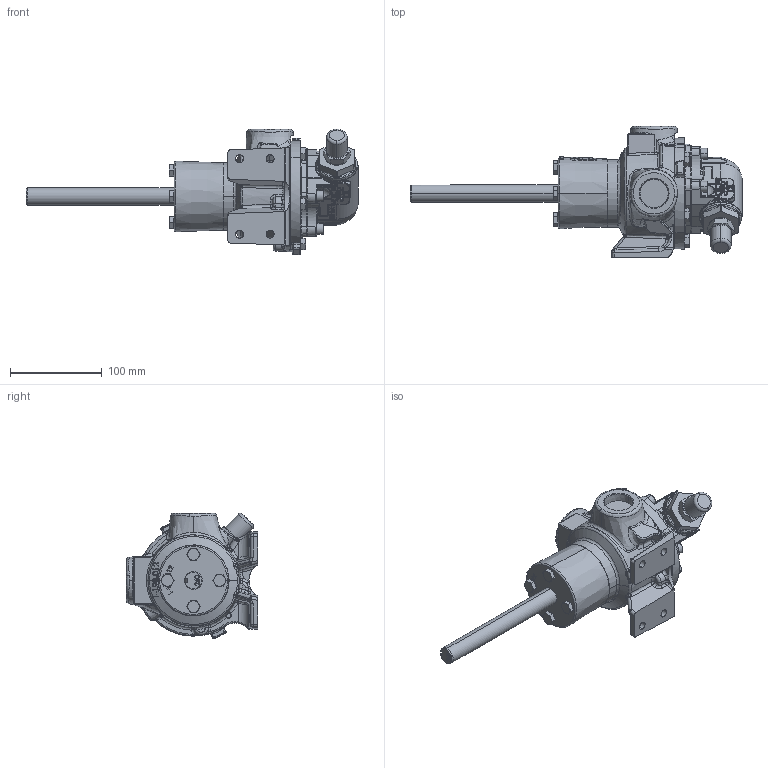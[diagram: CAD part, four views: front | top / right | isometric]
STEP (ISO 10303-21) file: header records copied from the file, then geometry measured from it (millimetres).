
FILE_DESCRIPTION (( 'STEP AP214' ), '1' );
FILE_NAME ('H432.STEP', '2016-12-14T14:57:23', ( '' ), ( '' ), 'SwSTEP 2.0', 'SolidWorks 2016', '' );
FILE_SCHEMA (( 'AUTOMOTIVE_DESIGN' ));
Length unit declared in the file: inch
Products named in the file (2): H432
Bounding box: 362.19 x 143 x 136.95 mm (x, y, z)
Volume: 1403698.1 mm3; surface area: 117214.4 mm2
Topology: 1 solids, 1 shells, 1640 faces, 4155 edges, 2581 vertices
Faces by surface type: plane 665, bspline 506, cylinder 211, cone 151, torus 61, sphere 46
Entity records: 101787 total; most frequent: CARTESIAN_POINT 46242, ORIENTED_EDGE 8250, DIRECTION 5653, EDGE_CURVE 4125, VERTEX_POINT 2580, AXIS2_PLACEMENT_3D 1939, VECTOR 1775, LINE 1775
